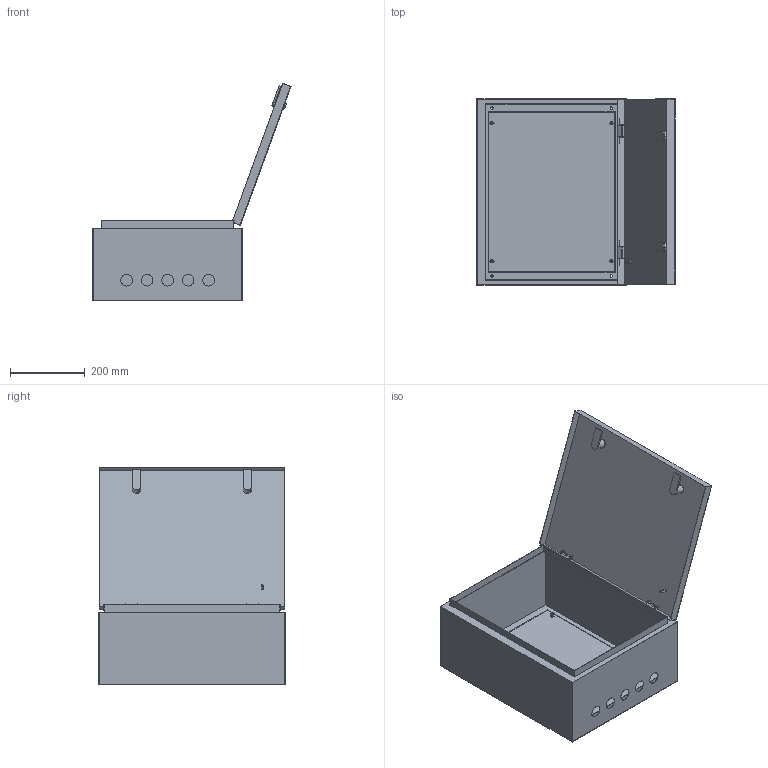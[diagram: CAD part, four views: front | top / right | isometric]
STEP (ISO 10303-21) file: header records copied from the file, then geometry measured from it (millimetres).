
FILE_DESCRIPTION (( 'STEP AP214' ), '1' );
FILE_NAME ('SHMP-2-3 LIGHT IP54.STEP', '2016-10-24T09:29:13', ( 'user' ), ( '' ), 'SwSTEP 2.0', 'SolidWorks 2014', '' );
FILE_SCHEMA (( 'AUTOMOTIVE_DESIGN' ));
Length unit declared in the file: millimetre
Products named in the file (5): Gaika_6; Obolochka_SHMP_2; SHMP-2-3 LIGHT IP54; Mont.Panel_2; Dver_2
Assembly tree (7 placements, depth 2):
  SHMP-2-3 LIGHT IP54
    Obolochka_SHMP_2
    Mont.Panel_2
    Dver_2
    Gaika_6  x4
Bounding box: 530.63 x 500 x 583.03 mm (x, y, z)
Volume: 1055820.7 mm3; surface area: 2049380.5 mm2
Topology: 13 solids, 13 shells, 246 faces, 590 edges, 388 vertices
Faces by surface type: plane 148, cylinder 82, cone 16
Entity records: 6642 total; most frequent: DIRECTION 1142, CARTESIAN_POINT 1084, ORIENTED_EDGE 1036, EDGE_CURVE 518, AXIS2_PLACEMENT_3D 398, LINE 346, VECTOR 346, VERTEX_POINT 340
